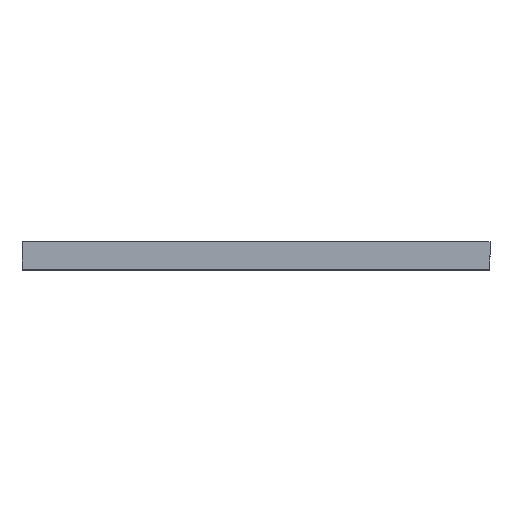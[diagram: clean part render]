
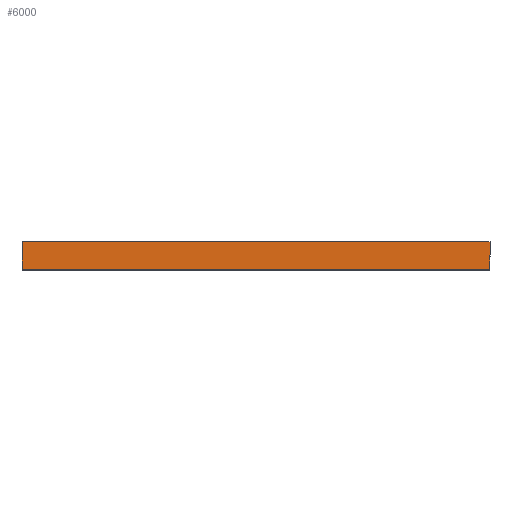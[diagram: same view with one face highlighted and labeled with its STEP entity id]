
A CAD part, top view. The second image highlights one B-rep face of the part: STEP entity #6000.
In plain terms, the highlighted planar face has unit normal (0, 0, 1).
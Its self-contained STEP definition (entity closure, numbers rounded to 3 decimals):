
#1125 = CARTESIAN_POINT ( 'NONE',  ( 340., 10., 0. ) ) ;
#2267 = B_SPLINE_CURVE_WITH_KNOTS ( 'NONE', 3,
 ( #14018, #26894, #13837, #10164 ),
 .UNSPECIFIED., .F., .F.,
 ( 4, 4 ),
 ( 0., 1. ),
 .UNSPECIFIED. ) ;
#3418 = CARTESIAN_POINT ( 'NONE',  ( 0., 10., 0. ) ) ;
#3891 = VERTEX_POINT ( 'NONE', #3418 ) ;
#6000 = ADVANCED_FACE ( 'NONE', ( #14212 ), #21405, .F. ) ;
#6685 = EDGE_CURVE ( 'NONE', #19657, #21278, #9811, .T. ) ;
#6875 = EDGE_CURVE ( 'NONE', #14889, #3891, #2267, .T. ) ;
#7502 = ORIENTED_EDGE ( 'NONE', *, *, #13608, .F. ) ;
#7527 = ORIENTED_EDGE ( 'NONE', *, *, #6685, .F. ) ;
#7699 = CARTESIAN_POINT ( 'NONE',  ( 340., -10., 0. ) ) ;
#7737 = CARTESIAN_POINT ( 'NONE',  ( 0., -10., 0. ) ) ;
#7844 = LINE ( 'NONE', #23539, #16663 ) ;
#8692 = AXIS2_PLACEMENT_3D ( 'NONE', #10412, #25605, #18931 ) ;
#9811 = LINE ( 'NONE', #1125, #24109 ) ;
#10164 = CARTESIAN_POINT ( 'NONE',  ( 0., 10., 0. ) ) ;
#10412 = CARTESIAN_POINT ( 'NONE',  ( 340., 10., 0. ) ) ;
#10974 = DIRECTION ( 'NONE',  ( -1., 0., 0. ) ) ;
#13416 = ORIENTED_EDGE ( 'NONE', *, *, #20858, .T. ) ;
#13608 = EDGE_CURVE ( 'NONE', #21278, #14889, #23428, .T. ) ;
#13837 = CARTESIAN_POINT ( 'NONE',  ( 0., 3.333, 0. ) ) ;
#14018 = CARTESIAN_POINT ( 'NONE',  ( 0., -10., 0. ) ) ;
#14152 = DIRECTION ( 'NONE',  ( -1., 0., 0. ) ) ;
#14212 = FACE_OUTER_BOUND ( 'NONE', #25468, .T. ) ;
#14889 = VERTEX_POINT ( 'NONE', #7737 ) ;
#15538 = CARTESIAN_POINT ( 'NONE',  ( 340., -10., 0. ) ) ;
#16663 = VECTOR ( 'NONE', #10974, 1000. ) ;
#18931 = DIRECTION ( 'NONE',  ( 0., 1., 0. ) ) ;
#19451 = ORIENTED_EDGE ( 'NONE', *, *, #6875, .F. ) ;
#19657 = VERTEX_POINT ( 'NONE', #26179 ) ;
#20858 = EDGE_CURVE ( 'NONE', #19657, #3891, #7844, .T. ) ;
#21278 = VERTEX_POINT ( 'NONE', #15538 ) ;
#21405 = PLANE ( 'NONE',  #8692 ) ;
#21710 = VECTOR ( 'NONE', #14152, 1000. ) ;
#22635 = DIRECTION ( 'NONE',  ( 0., -1., 0. ) ) ;
#23428 = LINE ( 'NONE', #7699, #21710 ) ;
#23539 = CARTESIAN_POINT ( 'NONE',  ( 340., 10., 0. ) ) ;
#24109 = VECTOR ( 'NONE', #22635, 1000. ) ;
#25468 = EDGE_LOOP ( 'NONE', ( #13416, #19451, #7502, #7527 ) ) ;
#25605 = DIRECTION ( 'NONE',  ( 0., 0., -1. ) ) ;
#26179 = CARTESIAN_POINT ( 'NONE',  ( 340., 10., 0. ) ) ;
#26894 = CARTESIAN_POINT ( 'NONE',  ( 0., -3.333, 0. ) ) ;
